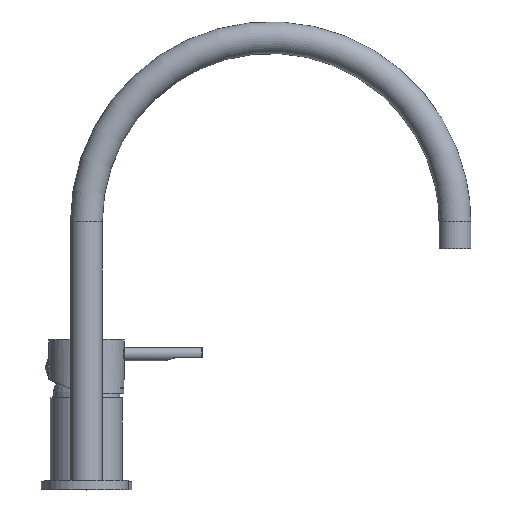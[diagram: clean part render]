
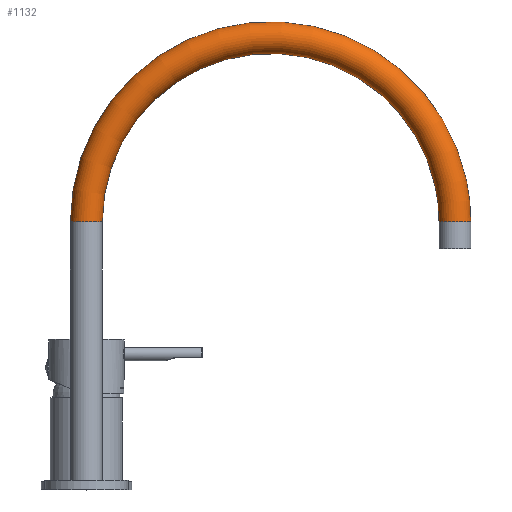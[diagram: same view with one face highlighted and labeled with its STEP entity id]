
A CAD part, top view. The second image highlights one B-rep face of the part: STEP entity #1132.
In plain terms, the highlighted toroidal (fillet/blend) face has major radius 110 mm and minor radius 9.5 mm.
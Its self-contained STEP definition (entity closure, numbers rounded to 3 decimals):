
#387 = VERTEX_POINT ( 'NONE', #2450 ) ;
#515 = VERTEX_POINT ( 'NONE', #4990 ) ;
#633 = DIRECTION ( 'NONE',  ( -1., 0., 0. ) ) ;
#828 = CARTESIAN_POINT ( 'NONE',  ( 0., 159.85, 100. ) ) ;
#1132 = ADVANCED_FACE ( 'NONE', ( #3282, #6163 ), #3602, .T. ) ;
#2132 = CIRCLE ( 'NONE', #2531, 9.5 ) ;
#2257 = AXIS2_PLACEMENT_3D ( 'NONE', #9734, #8883, #633 ) ;
#2450 = CARTESIAN_POINT ( 'NONE',  ( 220., 159.85, 109.5 ) ) ;
#2531 = AXIS2_PLACEMENT_3D ( 'NONE', #5377, #8206, #11829 ) ;
#3282 = FACE_OUTER_BOUND ( 'NONE', #7945, .T. ) ;
#3602 = TOROIDAL_SURFACE ( 'NONE', #2257, 110., 9.5 ) ;
#3851 = ORIENTED_EDGE ( 'NONE', *, *, #10427, .F. ) ;
#4042 = EDGE_LOOP ( 'NONE', ( #5537 ) ) ;
#4990 = CARTESIAN_POINT ( 'NONE',  ( 0., 159.85, 109.5 ) ) ;
#5377 = CARTESIAN_POINT ( 'NONE',  ( 220., 159.85, 100. ) ) ;
#5537 = ORIENTED_EDGE ( 'NONE', *, *, #7314, .T. ) ;
#6163 = FACE_OUTER_BOUND ( 'NONE', #4042, .T. ) ;
#6835 = CIRCLE ( 'NONE', #8767, 9.5 ) ;
#7314 = EDGE_CURVE ( 'NONE', #515, #515, #6835, .T. ) ;
#7945 = EDGE_LOOP ( 'NONE', ( #3851 ) ) ;
#8058 = DIRECTION ( 'NONE',  ( 0., 1., 0. ) ) ;
#8206 = DIRECTION ( 'NONE',  ( 0., -1., 0. ) ) ;
#8767 = AXIS2_PLACEMENT_3D ( 'NONE', #828, #8058, #11017 ) ;
#8883 = DIRECTION ( 'NONE',  ( 0., 0., -1. ) ) ;
#9734 = CARTESIAN_POINT ( 'NONE',  ( 110., 159.85, 100. ) ) ;
#10427 = EDGE_CURVE ( 'NONE', #387, #387, #2132, .T. ) ;
#11017 = DIRECTION ( 'NONE',  ( 0., 0., 1. ) ) ;
#11829 = DIRECTION ( 'NONE',  ( 0., 0., 1. ) ) ;
